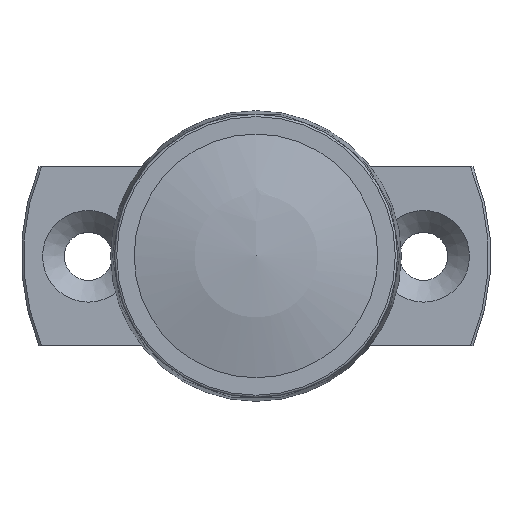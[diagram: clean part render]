
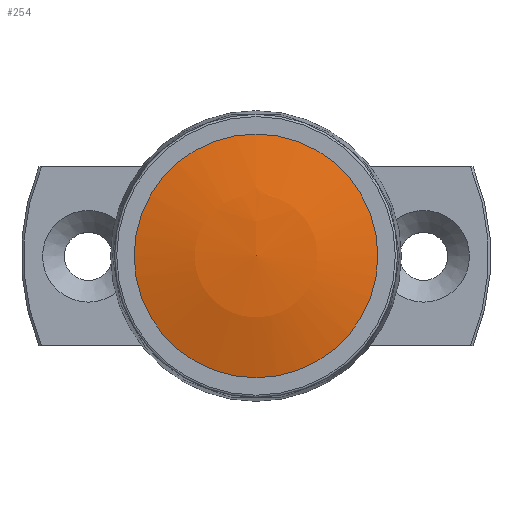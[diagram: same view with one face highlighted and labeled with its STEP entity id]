
A CAD part, top view. The second image highlights one B-rep face of the part: STEP entity #254.
In plain terms, the highlighted spherical face has radius 39.101 mm.
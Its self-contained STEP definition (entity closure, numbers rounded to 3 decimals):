
#254 = ADVANCED_FACE( '', ( #556 ), #557, .T. );
#556 = FACE_OUTER_BOUND( '', #857, .T. );
#557 = SPHERICAL_SURFACE( '', #858, 39.101 );
#857 = EDGE_LOOP( '', ( #1442 ) );
#858 = AXIS2_PLACEMENT_3D( '', #1443, #1444, #1445 );
#1442 = ORIENTED_EDGE( '', *, *, #1546, .T. );
#1443 = CARTESIAN_POINT( '', ( 0., 0., -16.601 ) );
#1444 = DIRECTION( '', ( 0., 0., 1. ) );
#1445 = DIRECTION( '', ( 0., 1., 0. ) );
#1546 = EDGE_CURVE( '', #1826, #1826, #1827, .T. );
#1826 = VERTEX_POINT( '', #2207 );
#1827 = CIRCLE( '', #2208, 10.9 );
#2207 = CARTESIAN_POINT( '', ( 10.9, 0., 20.95 ) );
#2208 = AXIS2_PLACEMENT_3D( '', #2572, #2573, #2574 );
#2572 = CARTESIAN_POINT( '', ( 0., 0., 20.95 ) );
#2573 = DIRECTION( '', ( 0., 0., 1. ) );
#2574 = DIRECTION( '', ( 1., 0., 0. ) );
